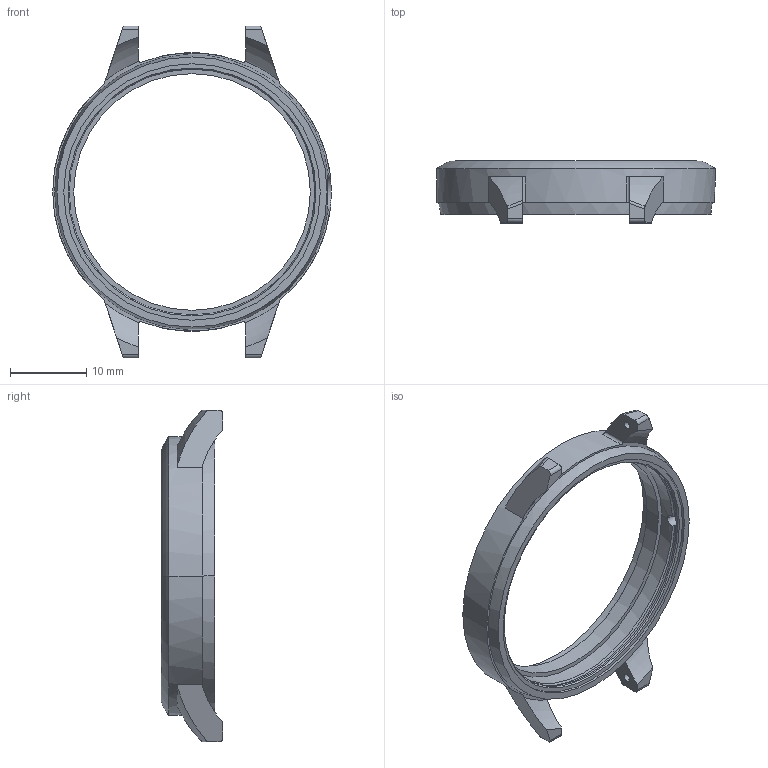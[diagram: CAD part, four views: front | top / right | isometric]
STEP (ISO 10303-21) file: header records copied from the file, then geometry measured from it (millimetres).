
FILE_DESCRIPTION((''),'2;1');
FILE_NAME('2617XXD02','2025-05-31T12:11:52',('e1774126'),(''),'CREO PARAMETRIC BY PTC INC, 2023424','CREO PARAMETRIC BY PTC INC, 2023424','');
FILE_SCHEMA(('CONFIG_CONTROL_DESIGN'));
Length unit declared in the file: millimetre
Products named in the file (1): 2617XXD02
Bounding box: 36.5 x 8.1 x 43.5 mm (x, y, z)
Volume: 1747.8 mm3; surface area: 2385.7 mm2
Topology: 1 solids, 1 shells, 90 faces, 239 edges, 150 vertices
Faces by surface type: cylinder 33, plane 28, cone 15, bspline 8, torus 6
Entity records: 3198 total; most frequent: CARTESIAN_POINT 1041, ORIENTED_EDGE 462, DIRECTION 414, EDGE_CURVE 231, AXIS2_PLACEMENT_3D 165, VERTEX_POINT 150, EDGE_LOOP 101, FACE_OUTER_BOUND 90
